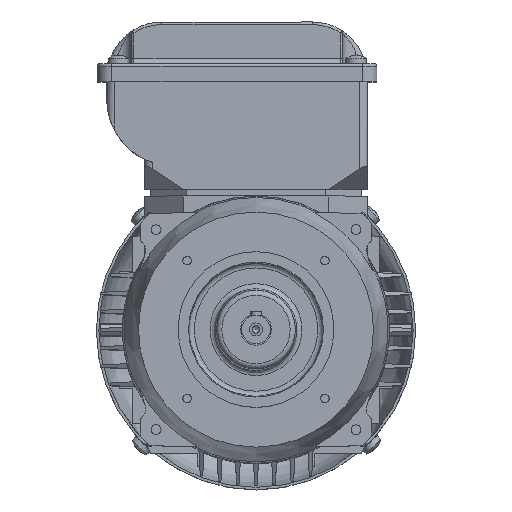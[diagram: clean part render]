
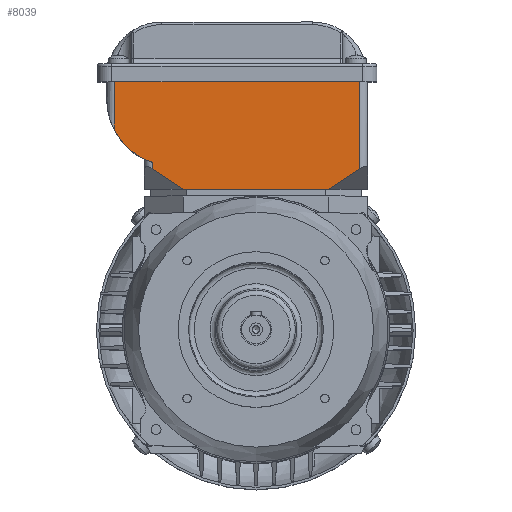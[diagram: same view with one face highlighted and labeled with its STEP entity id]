
A CAD part, top view. The second image highlights one B-rep face of the part: STEP entity #8039.
In plain terms, the highlighted planar face has unit normal (0, 0, 1).
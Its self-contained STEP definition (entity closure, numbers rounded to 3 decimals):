
#5283=CIRCLE('',#42098,26.);
#8039=ADVANCED_FACE('',(#10893),#9152,.T.);
#9152=PLANE('',#42099);
#10893=FACE_OUTER_BOUND('',#13338,.T.);
#13338=EDGE_LOOP('',(#23749,#23750,#23751,#23752,#23753,#23754,#23755,#23756));
#23749=ORIENTED_EDGE('',*,*,#32863,.T.);
#23750=ORIENTED_EDGE('',*,*,#32864,.T.);
#23751=ORIENTED_EDGE('',*,*,#32865,.T.);
#23752=ORIENTED_EDGE('',*,*,#32861,.T.);
#23753=ORIENTED_EDGE('',*,*,#32860,.T.);
#23754=ORIENTED_EDGE('',*,*,#32866,.F.);
#23755=ORIENTED_EDGE('',*,*,#32845,.T.);
#23756=ORIENTED_EDGE('',*,*,#32867,.T.);
#27567=VERTEX_POINT('',#70042);
#27568=VERTEX_POINT('',#70044);
#27578=VERTEX_POINT('',#70091);
#27579=VERTEX_POINT('',#70093);
#27580=VERTEX_POINT('',#70097);
#27581=VERTEX_POINT('',#70101);
#27582=VERTEX_POINT('',#70102);
#27583=VERTEX_POINT('',#70104);
#32845=EDGE_CURVE('',#27568,#27567,#35719,.T.);
#32860=EDGE_CURVE('',#27578,#27579,#35729,.T.);
#32861=EDGE_CURVE('',#27580,#27578,#35730,.T.);
#32863=EDGE_CURVE('',#27581,#27582,#35732,.T.);
#32864=EDGE_CURVE('',#27582,#27583,#35733,.T.);
#32865=EDGE_CURVE('',#27583,#27580,#35734,.T.);
#32866=EDGE_CURVE('',#27568,#27579,#35735,.T.);
#32867=EDGE_CURVE('',#27567,#27581,#5283,.T.);
#35719=LINE('',#70043,#38558);
#35729=LINE('',#70094,#38568);
#35730=LINE('',#70096,#38569);
#35732=LINE('',#70100,#38571);
#35733=LINE('',#70103,#38572);
#35734=LINE('',#70105,#38573);
#35735=LINE('',#70106,#38574);
#38558=VECTOR('',#51865,1.);
#38568=VECTOR('',#51889,1.);
#38569=VECTOR('',#51892,1.);
#38571=VECTOR('',#51896,1.);
#38572=VECTOR('',#51897,1.);
#38573=VECTOR('',#51898,1.);
#38574=VECTOR('',#51899,1.);
#42098=AXIS2_PLACEMENT_3D('',#70107,#51900,#51901);
#42099=AXIS2_PLACEMENT_3D('',#70108,#51902,#51903);
#51865=DIRECTION('',(0.,-1.,0.));
#51889=DIRECTION('',(0.,1.,0.));
#51892=DIRECTION('',(0.832,0.555,0.));
#51896=DIRECTION('',(0.,-1.,0.));
#51897=DIRECTION('',(0.832,-0.555,0.));
#51898=DIRECTION('',(1.,0.,0.));
#51899=DIRECTION('',(1.,0.,0.));
#51900=DIRECTION('',(0.,0.,1.));
#51901=DIRECTION('',(-0.885,-0.466,0.));
#51902=DIRECTION('',(0.,0.,1.));
#51903=DIRECTION('',(-1.,0.,0.));
#70042=CARTESIAN_POINT('',(-64.933,-7.25,52.319));
#70043=CARTESIAN_POINT('',(-64.933,11.875,52.319));
#70044=CARTESIAN_POINT('',(-64.933,11.875,52.319));
#70091=CARTESIAN_POINT('',(29.567,-22.125,52.319));
#70093=CARTESIAN_POINT('',(29.567,11.875,52.319));
#70094=CARTESIAN_POINT('',(29.567,-22.125,52.319));
#70096=CARTESIAN_POINT('',(17.567,-30.125,52.319));
#70097=CARTESIAN_POINT('',(17.567,-30.125,52.319));
#70100=CARTESIAN_POINT('',(-50.433,-19.697,52.319));
#70101=CARTESIAN_POINT('',(-50.433,-19.697,52.319));
#70102=CARTESIAN_POINT('',(-50.433,-22.125,52.319));
#70103=CARTESIAN_POINT('',(-50.433,-22.125,52.319));
#70104=CARTESIAN_POINT('',(-38.433,-30.125,52.319));
#70105=CARTESIAN_POINT('',(-38.433,-30.125,52.319));
#70106=CARTESIAN_POINT('',(-64.933,11.875,52.319));
#70107=CARTESIAN_POINT('',(-41.933,4.875,52.319));
#70108=CARTESIAN_POINT('',(44.167,11.975,52.319));
